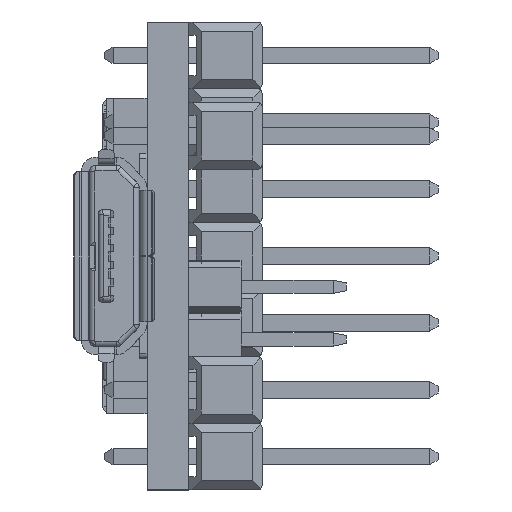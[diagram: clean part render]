
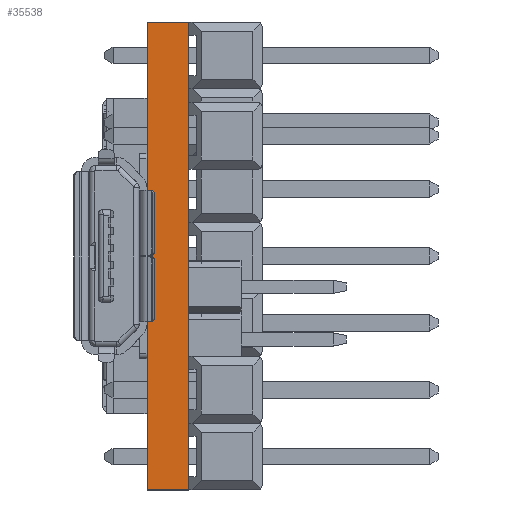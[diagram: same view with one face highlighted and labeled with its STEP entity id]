
A CAD part, left-side view. The second image highlights one B-rep face of the part: STEP entity #35538.
In plain terms, the highlighted planar face has unit normal (-1, 0, 0).
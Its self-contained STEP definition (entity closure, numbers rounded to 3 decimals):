
#3234 = CARTESIAN_POINT ( 'NONE',  ( -30.48, 4.369, -8.89 ) ) ;
#7514 = CARTESIAN_POINT ( 'NONE',  ( -30.48, 4.369, 8.89 ) ) ;
#12941 = LINE ( 'NONE', #140798, #23694 ) ;
#18990 = DIRECTION ( 'NONE',  ( 1., 0., 0. ) ) ;
#22779 = EDGE_CURVE ( 'NONE', #102632, #131839, #89198, .T. ) ;
#23694 = VECTOR ( 'NONE', #119885, 1000. ) ;
#24120 = VECTOR ( 'NONE', #55514, 1000. ) ;
#25885 = ORIENTED_EDGE ( 'NONE', *, *, #82785, .F. ) ;
#30828 = ORIENTED_EDGE ( 'NONE', *, *, #107124, .F. ) ;
#35538 = ADVANCED_FACE ( 'NONE', ( #59207 ), #121083, .F. ) ;
#36270 = DIRECTION ( 'NONE',  ( 0., 1., 0. ) ) ;
#38153 = VERTEX_POINT ( 'NONE', #64541 ) ;
#49394 = ORIENTED_EDGE ( 'NONE', *, *, #22779, .T. ) ;
#52906 = DIRECTION ( 'NONE',  ( 0., 1., 0. ) ) ;
#53330 = CARTESIAN_POINT ( 'NONE',  ( -30.48, 4.369, 8.89 ) ) ;
#55514 = DIRECTION ( 'NONE',  ( 0., 0., 1. ) ) ;
#59207 = FACE_OUTER_BOUND ( 'NONE', #120320, .T. ) ;
#62586 = CARTESIAN_POINT ( 'NONE',  ( -30.48, 2.799, 8.89 ) ) ;
#64541 = CARTESIAN_POINT ( 'NONE',  ( -30.48, 4.369, -8.89 ) ) ;
#65826 = ORIENTED_EDGE ( 'NONE', *, *, #122743, .F. ) ;
#74094 = LINE ( 'NONE', #89457, #24120 ) ;
#75823 = CARTESIAN_POINT ( 'NONE',  ( -30.48, 4.369, 8.89 ) ) ;
#82785 = EDGE_CURVE ( 'NONE', #136891, #38153, #142200, .T. ) ;
#89198 = LINE ( 'NONE', #7514, #92719 ) ;
#89457 = CARTESIAN_POINT ( 'NONE',  ( -30.48, 4.369, 0. ) ) ;
#89605 = AXIS2_PLACEMENT_3D ( 'NONE', #53330, #18990, #109693 ) ;
#92719 = VECTOR ( 'NONE', #52906, 1000. ) ;
#102632 = VERTEX_POINT ( 'NONE', #62586 ) ;
#103855 = CARTESIAN_POINT ( 'NONE',  ( -30.48, 2.799, -8.89 ) ) ;
#107124 = EDGE_CURVE ( 'NONE', #38153, #131839, #74094, .T. ) ;
#109693 = DIRECTION ( 'NONE',  ( 0., 0., -1. ) ) ;
#111977 = VECTOR ( 'NONE', #36270, 1000. ) ;
#119885 = DIRECTION ( 'NONE',  ( 0., 0., -1. ) ) ;
#120320 = EDGE_LOOP ( 'NONE', ( #30828, #25885, #65826, #49394 ) ) ;
#121083 = PLANE ( 'NONE',  #89605 ) ;
#122743 = EDGE_CURVE ( 'NONE', #102632, #136891, #12941, .T. ) ;
#131839 = VERTEX_POINT ( 'NONE', #75823 ) ;
#136891 = VERTEX_POINT ( 'NONE', #103855 ) ;
#140798 = CARTESIAN_POINT ( 'NONE',  ( -30.48, 2.799, 0. ) ) ;
#142200 = LINE ( 'NONE', #3234, #111977 ) ;
